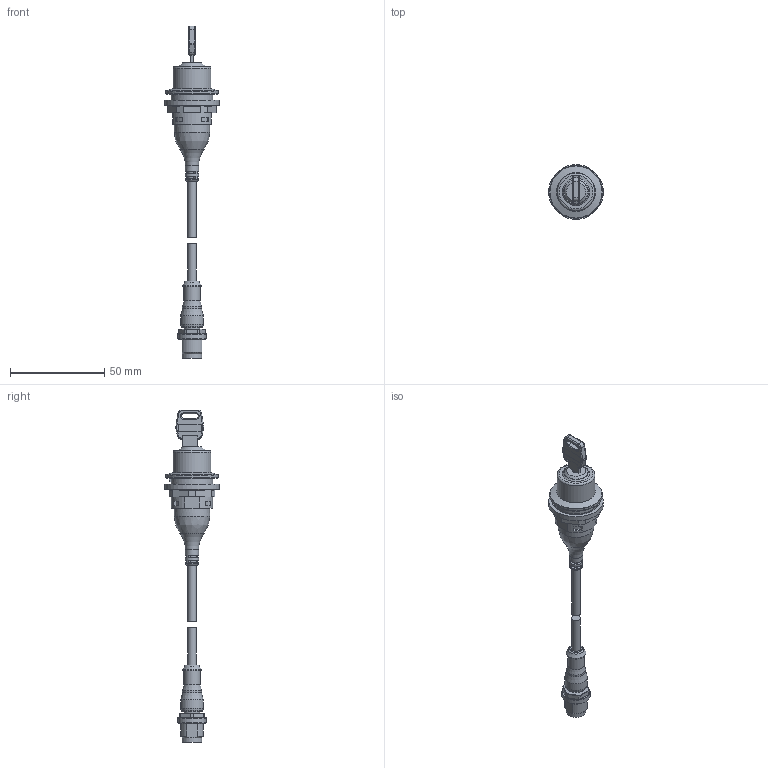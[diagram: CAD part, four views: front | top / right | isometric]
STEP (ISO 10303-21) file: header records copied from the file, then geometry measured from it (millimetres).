
FILE_DESCRIPTION(/* description */ (''),/* implementation_level */ '2;1');
FILE_NAME(/* name */ 'SSSA12OI_M01.stp',/* time_stamp */ '2016-09-16T11:33:18+02:00',/* author */ ('mharscher'),/* organization */ (''),/* preprocessor_version */ 'ST-DEVELOPER v15.2',/* originating_system */ 'Autodesk Inventor 2014',/* authorisation */ '');
FILE_SCHEMA (('CONFIG_CONTROL_DESIGN'));
Length unit declared in the file: millimetre
Products named in the file (1): 10021777
Bounding box: 29 x 29 x 176 mm (x, y, z)
Volume: 21363.8 mm3; surface area: 9079.1 mm2
Topology: 2 solids, 2 shells, 292 faces, 699 edges, 440 vertices
Faces by surface type: plane 143, cylinder 98, torus 26, cone 18, bspline 5, sphere 2
Full cylindrical faces by diameter (mm): 1 x4, 4.6 x2, 7 x1, 8.3 x1, 8.4 x1, 8.8 x1, 10.2 x1, 10.5 x2, 12 x1, 15 x1, 18.5 x1, 18.8 x1, 19.95 x1, 20.05 x1, 22.2 x1, 22.6 x1, 25.35 x1, 27.4 x1, 27.9 x1, 29 x1
Entity records: 8386 total; most frequent: CARTESIAN_POINT 1627, DIRECTION 1449, ORIENTED_EDGE 1286, EDGE_CURVE 643, AXIS2_PLACEMENT_3D 552, VERTEX_POINT 429, EDGE_LOOP 372, LINE 345
